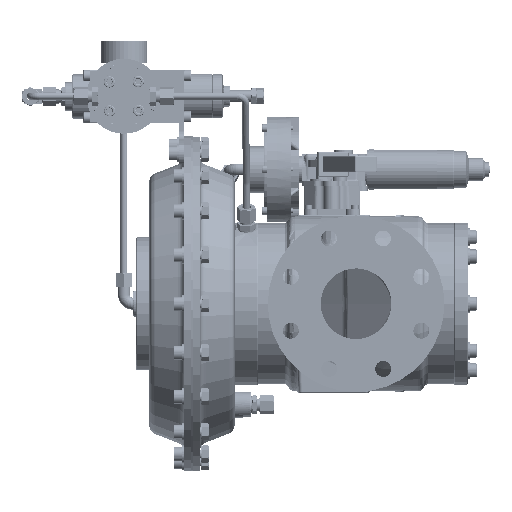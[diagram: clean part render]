
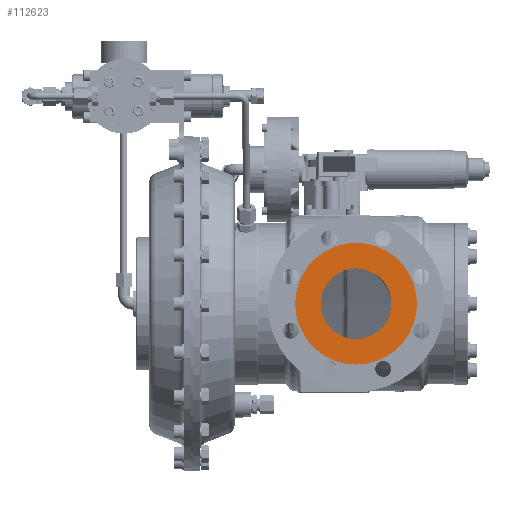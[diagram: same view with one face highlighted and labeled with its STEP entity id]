
A CAD part, left-side view. The second image highlights one B-rep face of the part: STEP entity #112623.
In plain terms, the highlighted planar face has unit normal (-1, 0, 0).
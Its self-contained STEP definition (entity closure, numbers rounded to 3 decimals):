
#2482 = AXIS2_PLACEMENT_3D ( 'NONE', #24759, #50668, #126376 ) ;
#8832 = DIRECTION ( 'NONE',  ( 1., 0., 0. ) ) ;
#9432 = AXIS2_PLACEMENT_3D ( 'NONE', #72258, #134248, #97487 ) ;
#10788 = VERTEX_POINT ( 'NONE', #143204 ) ;
#11347 = VERTEX_POINT ( 'NONE', #100744 ) ;
#11759 = CARTESIAN_POINT ( 'NONE',  ( -134.673, -37.555, 322. ) ) ;
#12064 = FACE_OUTER_BOUND ( 'NONE', #147473, .T. ) ;
#20091 = CARTESIAN_POINT ( 'NONE',  ( -134.673, -37.555, 391. ) ) ;
#20937 = CARTESIAN_POINT ( 'NONE',  ( -134.673, -37.555, 391. ) ) ;
#24759 = CARTESIAN_POINT ( 'NONE',  ( -134.673, -37.555, 391. ) ) ;
#32030 = ORIENTED_EDGE ( 'NONE', *, *, #90727, .F. ) ;
#40736 = VERTEX_POINT ( 'NONE', #162721 ) ;
#50668 = DIRECTION ( 'NONE',  ( -1., 0., 0. ) ) ;
#51648 = VERTEX_POINT ( 'NONE', #11759 ) ;
#60930 = CARTESIAN_POINT ( 'NONE',  ( -134.673, -37.555, 391. ) ) ;
#69944 = AXIS2_PLACEMENT_3D ( 'NONE', #20937, #8832, #72077 ) ;
#72077 = DIRECTION ( 'NONE',  ( 0., 1., 0. ) ) ;
#72258 = CARTESIAN_POINT ( 'NONE',  ( -134.673, -37.555, 391. ) ) ;
#73562 = ORIENTED_EDGE ( 'NONE', *, *, #118037, .F. ) ;
#76650 = AXIS2_PLACEMENT_3D ( 'NONE', #20091, #94898, #106979 ) ;
#82564 = EDGE_CURVE ( 'NONE', #10788, #51648, #139353, .T. ) ;
#82880 = AXIS2_PLACEMENT_3D ( 'NONE', #60930, #149307, #111968 ) ;
#86942 = ORIENTED_EDGE ( 'NONE', *, *, #82564, .F. ) ;
#87562 = CIRCLE ( 'NONE', #9432, 69. ) ;
#90727 = EDGE_CURVE ( 'NONE', #11347, #40736, #119372, .T. ) ;
#94744 = FACE_BOUND ( 'NONE', #97996, .T. ) ;
#94898 = DIRECTION ( 'NONE',  ( -1., 0., 0. ) ) ;
#96732 = EDGE_CURVE ( 'NONE', #40736, #11347, #141030, .T. ) ;
#97487 = DIRECTION ( 'NONE',  ( 0., 0., 1. ) ) ;
#97996 = EDGE_LOOP ( 'NONE', ( #120434, #32030 ) ) ;
#100744 = CARTESIAN_POINT ( 'NONE',  ( -134.673, -77.555, 391. ) ) ;
#106979 = DIRECTION ( 'NONE',  ( 0., -1., 0. ) ) ;
#111968 = DIRECTION ( 'NONE',  ( 0., 0., 1. ) ) ;
#112623 = ADVANCED_FACE ( 'NONE', ( #94744, #12064 ), #159889, .F. ) ;
#118037 = EDGE_CURVE ( 'NONE', #51648, #10788, #87562, .T. ) ;
#119372 = CIRCLE ( 'NONE', #76650, 40. ) ;
#120434 = ORIENTED_EDGE ( 'NONE', *, *, #96732, .F. ) ;
#126376 = DIRECTION ( 'NONE',  ( 0., -1., 0. ) ) ;
#134248 = DIRECTION ( 'NONE',  ( 1., 0., 0. ) ) ;
#139353 = CIRCLE ( 'NONE', #82880, 69. ) ;
#141030 = CIRCLE ( 'NONE', #2482, 40. ) ;
#143204 = CARTESIAN_POINT ( 'NONE',  ( -134.673, -37.555, 460. ) ) ;
#147473 = EDGE_LOOP ( 'NONE', ( #86942, #73562 ) ) ;
#149307 = DIRECTION ( 'NONE',  ( 1., 0., 0. ) ) ;
#159889 = PLANE ( 'NONE',  #69944 ) ;
#162721 = CARTESIAN_POINT ( 'NONE',  ( -134.673, 2.445, 391. ) ) ;
